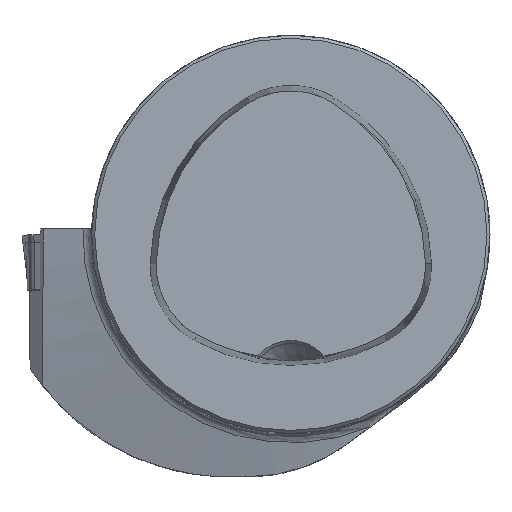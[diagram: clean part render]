
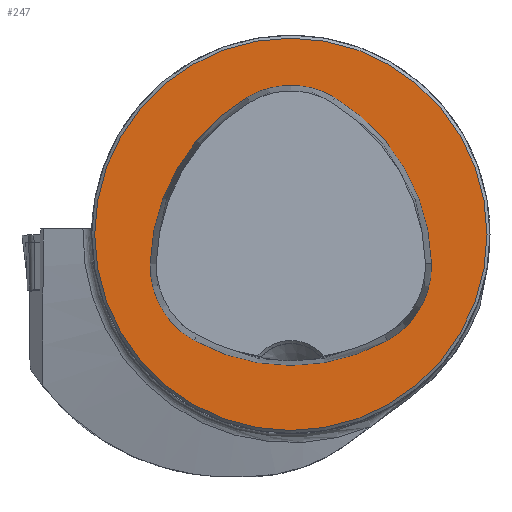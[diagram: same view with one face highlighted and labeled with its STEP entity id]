
A CAD part, top view. The second image highlights one B-rep face of the part: STEP entity #247.
In plain terms, the highlighted planar face has unit normal (0, 0, 1).
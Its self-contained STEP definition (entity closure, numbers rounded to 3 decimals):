
#119=FACE_BOUND('',#556,.T.);
#120=FACE_BOUND('',#557,.T.);
#198=CIRCLE('',#2413,20.063);
#200=CIRCLE('',#2416,20.063);
#201=CIRCLE('',#2417,8.563);
#202=CIRCLE('',#2418,20.063);
#203=CIRCLE('',#2419,8.563);
#204=CIRCLE('',#2420,8.563);
#205=CIRCLE('',#2421,19.7);
#247=ADVANCED_FACE('CU_E_LO_SU_1',(#119,#120),#369,.T.);
#369=PLANE('',#2422);
#556=EDGE_LOOP('',(#932,#933,#934,#935,#936,#937));
#557=EDGE_LOOP('',(#938));
#932=ORIENTED_EDGE('',*,*,#1784,.F.);
#933=ORIENTED_EDGE('',*,*,#1785,.F.);
#934=ORIENTED_EDGE('',*,*,#1786,.F.);
#935=ORIENTED_EDGE('',*,*,#1787,.F.);
#936=ORIENTED_EDGE('',*,*,#1781,.F.);
#937=ORIENTED_EDGE('',*,*,#1788,.F.);
#938=ORIENTED_EDGE('',*,*,#1789,.T.);
#1557=VERTEX_POINT('',#3802);
#1558=VERTEX_POINT('',#3804);
#1560=VERTEX_POINT('',#3810);
#1561=VERTEX_POINT('',#3811);
#1562=VERTEX_POINT('',#3813);
#1563=VERTEX_POINT('',#3815);
#1564=VERTEX_POINT('',#3819);
#1781=EDGE_CURVE('',#1557,#1558,#198,.T.);
#1784=EDGE_CURVE('',#1560,#1561,#200,.T.);
#1785=EDGE_CURVE('',#1562,#1560,#201,.T.);
#1786=EDGE_CURVE('',#1563,#1562,#202,.T.);
#1787=EDGE_CURVE('',#1558,#1563,#203,.T.);
#1788=EDGE_CURVE('',#1561,#1557,#204,.T.);
#1789=EDGE_CURVE('',#1564,#1564,#205,.T.);
#2413=AXIS2_PLACEMENT_3D('',#3803,#2704,#2705);
#2416=AXIS2_PLACEMENT_3D('',#3809,#2711,#2712);
#2417=AXIS2_PLACEMENT_3D('',#3812,#2713,#2714);
#2418=AXIS2_PLACEMENT_3D('',#3814,#2715,#2716);
#2419=AXIS2_PLACEMENT_3D('',#3816,#2717,#2718);
#2420=AXIS2_PLACEMENT_3D('',#3817,#2719,#2720);
#2421=AXIS2_PLACEMENT_3D('',#3818,#2721,#2722);
#2422=AXIS2_PLACEMENT_3D('',#3820,#2723,#2724);
#2704=DIRECTION('',(0.,0.,1.));
#2705=DIRECTION('',(1.,0.,0.));
#2711=DIRECTION('',(0.,0.,1.));
#2712=DIRECTION('',(1.,0.,0.));
#2713=DIRECTION('',(0.,0.,1.));
#2714=DIRECTION('',(1.,0.,0.));
#2715=DIRECTION('',(0.,0.,1.));
#2716=DIRECTION('',(1.,0.,0.));
#2717=DIRECTION('',(0.,0.,1.));
#2718=DIRECTION('',(1.,0.,0.));
#2719=DIRECTION('',(0.,0.,1.));
#2720=DIRECTION('',(1.,0.,0.));
#2721=DIRECTION('',(0.,0.,1.));
#2722=DIRECTION('',(1.,0.,0.));
#2723=DIRECTION('',(0.,0.,1.));
#2724=DIRECTION('',(1.,0.,0.));
#3802=CARTESIAN_POINT('',(-9.704,-10.66,0.));
#3803=CARTESIAN_POINT('',(0.,6.9,0.));
#3804=CARTESIAN_POINT('',(9.704,-10.66,0.));
#3809=CARTESIAN_POINT('',(5.934,-3.451,0.));
#3810=CARTESIAN_POINT('',(-4.418,13.735,0.));
#3811=CARTESIAN_POINT('',(-14.123,-2.953,0.));
#3812=CARTESIAN_POINT('',(0.,6.4,0.));
#3813=CARTESIAN_POINT('',(4.418,13.735,0.));
#3814=CARTESIAN_POINT('',(-5.934,-3.451,0.));
#3815=CARTESIAN_POINT('',(14.123,-2.953,0.));
#3816=CARTESIAN_POINT('',(5.562,-3.165,0.));
#3817=CARTESIAN_POINT('',(-5.562,-3.165,0.));
#3818=CARTESIAN_POINT('',(0.,0.,0.));
#3819=CARTESIAN_POINT('',(19.7,0.,0.));
#3820=CARTESIAN_POINT('',(0.,0.,0.));
